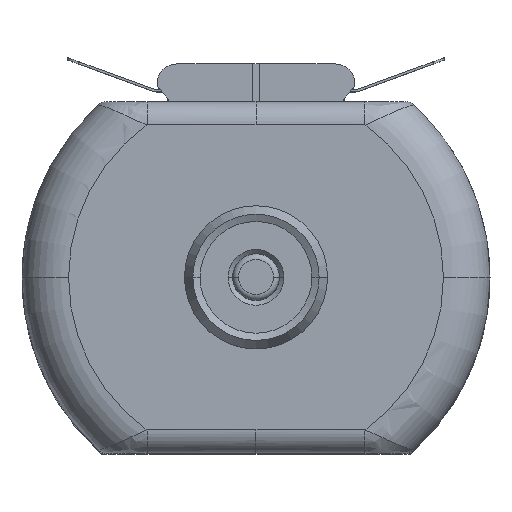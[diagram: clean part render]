
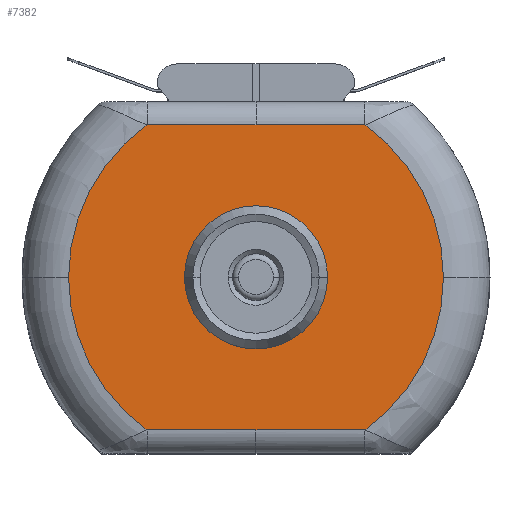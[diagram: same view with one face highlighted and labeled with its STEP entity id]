
A CAD part, top view. The second image highlights one B-rep face of the part: STEP entity #7382.
In plain terms, the highlighted planar face has unit normal (0, 0, 1).
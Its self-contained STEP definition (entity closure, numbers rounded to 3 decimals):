
#350 = CARTESIAN_POINT ( 'NONE',  ( 3.12, -6.55, 19.9 ) ) ;
#462 = VERTEX_POINT ( 'NONE', #12089 ) ;
#694 = CARTESIAN_POINT ( 'NONE',  ( 0., -6.55, 19.9 ) ) ;
#1339 = DIRECTION ( 'NONE',  ( 1., 0., 0. ) ) ;
#1522 = CARTESIAN_POINT ( 'NONE',  ( 1.56, -6.55, 19.9 ) ) ;
#1610 = DIRECTION ( 'NONE',  ( -1., 0., 0. ) ) ;
#1925 = CARTESIAN_POINT ( 'NONE',  ( -3.12, -6.55, 19.9 ) ) ;
#1986 = B_SPLINE_CURVE_WITH_KNOTS ( 'NONE', 3,
 ( #15009, #14893, #12644, #11387 ),
 .UNSPECIFIED., .F., .F.,
 ( 4, 4 ),
 ( -0.005, 0. ),
 .UNSPECIFIED. ) ;
#1990 = ORIENTED_EDGE ( 'NONE', *, *, #13700, .T. ) ;
#2331 = CIRCLE ( 'NONE', #7274, 3.075 ) ;
#2584 = DIRECTION ( 'NONE',  ( 0., 0., 1. ) ) ;
#2632 = CARTESIAN_POINT ( 'NONE',  ( 0., 0., 19.9 ) ) ;
#2635 = AXIS2_PLACEMENT_3D ( 'NONE', #2632, #8628, #1610 ) ;
#2658 = CARTESIAN_POINT ( 'NONE',  ( 0., -6.55, 19.9 ) ) ;
#2710 = CARTESIAN_POINT ( 'NONE',  ( 0., 0., 19.9 ) ) ;
#2929 = ORIENTED_EDGE ( 'NONE', *, *, #7782, .F. ) ;
#2975 = ORIENTED_EDGE ( 'NONE', *, *, #14969, .F. ) ;
#3116 = AXIS2_PLACEMENT_3D ( 'NONE', #14062, #9483, #6990 ) ;
#3150 = EDGE_CURVE ( 'NONE', #10934, #462, #8832, .T. ) ;
#3314 = CARTESIAN_POINT ( 'NONE',  ( 0., 0., 19.9 ) ) ;
#3506 = CARTESIAN_POINT ( 'NONE',  ( -3.075, 0., 19.9 ) ) ;
#3723 = EDGE_CURVE ( 'NONE', #12905, #8077, #2331, .T. ) ;
#3741 = ORIENTED_EDGE ( 'NONE', *, *, #3723, .F. ) ;
#4289 = CARTESIAN_POINT ( 'NONE',  ( -3.12, 6.55, 19.9 ) ) ;
#4358 = CARTESIAN_POINT ( 'NONE',  ( -4.68, 6.55, 19.9 ) ) ;
#4554 = CIRCLE ( 'NONE', #10224, 8.05 ) ;
#4884 = CARTESIAN_POINT ( 'NONE',  ( 3.075, 0., 19.9 ) ) ;
#5338 = VERTEX_POINT ( 'NONE', #11016 ) ;
#5475 = B_SPLINE_CURVE_WITH_KNOTS ( 'NONE', 3,
 ( #694, #11128, #1925, #8886 ),
 .UNSPECIFIED., .F., .F.,
 ( 4, 4 ),
 ( 0., 0.005 ),
 .UNSPECIFIED. ) ;
#5955 = CARTESIAN_POINT ( 'NONE',  ( 0., 0., 19.9 ) ) ;
#6086 = CARTESIAN_POINT ( 'NONE',  ( 0., 0., 19.9 ) ) ;
#6144 = DIRECTION ( 'NONE',  ( 1., 0., 0. ) ) ;
#6289 = VERTEX_POINT ( 'NONE', #10518 ) ;
#6349 = ORIENTED_EDGE ( 'NONE', *, *, #6754, .T. ) ;
#6498 = EDGE_CURVE ( 'NONE', #9431, #10164, #7023, .T. ) ;
#6754 = EDGE_CURVE ( 'NONE', #6289, #462, #1986, .T. ) ;
#6884 = DIRECTION ( 'NONE',  ( 1., 0., 0. ) ) ;
#6990 = DIRECTION ( 'NONE',  ( -1., 0., 0. ) ) ;
#7023 = CIRCLE ( 'NONE', #13931, 8.05 ) ;
#7104 = ORIENTED_EDGE ( 'NONE', *, *, #3150, .F. ) ;
#7274 = AXIS2_PLACEMENT_3D ( 'NONE', #3314, #12632, #6884 ) ;
#7320 = DIRECTION ( 'NONE',  ( 1., 0., 0. ) ) ;
#7382 = ADVANCED_FACE ( 'NONE', ( #10516, #13111 ), #11937, .T. ) ;
#7428 = ORIENTED_EDGE ( 'NONE', *, *, #13888, .T. ) ;
#7483 = VERTEX_POINT ( 'NONE', #14343 ) ;
#7782 = EDGE_CURVE ( 'NONE', #7483, #10934, #12348, .T. ) ;
#7855 = CARTESIAN_POINT ( 'NONE',  ( 0., 6.55, 19.9 ) ) ;
#8077 = VERTEX_POINT ( 'NONE', #4884 ) ;
#8549 = CARTESIAN_POINT ( 'NONE',  ( 4.68, -6.55, 19.9 ) ) ;
#8628 = DIRECTION ( 'NONE',  ( 0., 0., -1. ) ) ;
#8832 = B_SPLINE_CURVE_WITH_KNOTS ( 'NONE', 3,
 ( #4358, #4289, #14710, #7855 ),
 .UNSPECIFIED., .F., .F.,
 ( 4, 4 ),
 ( -0.005, 0. ),
 .UNSPECIFIED. ) ;
#8886 = CARTESIAN_POINT ( 'NONE',  ( -4.68, -6.55, 19.9 ) ) ;
#9431 = VERTEX_POINT ( 'NONE', #13851 ) ;
#9483 = DIRECTION ( 'NONE',  ( 0., 0., -1. ) ) ;
#9547 = ORIENTED_EDGE ( 'NONE', *, *, #6498, .T. ) ;
#9613 = DIRECTION ( 'NONE',  ( 0., 0., 1. ) ) ;
#9667 = EDGE_CURVE ( 'NONE', #13041, #5338, #5475, .T. ) ;
#9895 = EDGE_LOOP ( 'NONE', ( #6349, #7104, #2929, #2975, #11857, #1990, #9547, #7428 ) ) ;
#10164 = VERTEX_POINT ( 'NONE', #13877 ) ;
#10197 = CIRCLE ( 'NONE', #2635, 8.05 ) ;
#10224 = AXIS2_PLACEMENT_3D ( 'NONE', #10591, #11819, #1339 ) ;
#10516 = FACE_BOUND ( 'NONE', #13835, .T. ) ;
#10518 = CARTESIAN_POINT ( 'NONE',  ( 4.68, 6.55, 19.9 ) ) ;
#10591 = CARTESIAN_POINT ( 'NONE',  ( 0., 0., 19.9 ) ) ;
#10809 = AXIS2_PLACEMENT_3D ( 'NONE', #5955, #2584, #14110 ) ;
#10933 = AXIS2_PLACEMENT_3D ( 'NONE', #6086, #14131, #7320 ) ;
#10934 = VERTEX_POINT ( 'NONE', #14108 ) ;
#10963 = B_SPLINE_CURVE_WITH_KNOTS ( 'NONE', 3,
 ( #2658, #1522, #350, #8549 ),
 .UNSPECIFIED., .F., .F.,
 ( 4, 4 ),
 ( 0., 0.005 ),
 .UNSPECIFIED. ) ;
#11011 = ORIENTED_EDGE ( 'NONE', *, *, #13915, .F. ) ;
#11016 = CARTESIAN_POINT ( 'NONE',  ( -4.68, -6.55, 19.9 ) ) ;
#11128 = CARTESIAN_POINT ( 'NONE',  ( -1.56, -6.55, 19.9 ) ) ;
#11387 = CARTESIAN_POINT ( 'NONE',  ( 0., 6.55, 19.9 ) ) ;
#11819 = DIRECTION ( 'NONE',  ( 0., 0., 1. ) ) ;
#11857 = ORIENTED_EDGE ( 'NONE', *, *, #9667, .F. ) ;
#11937 = PLANE ( 'NONE',  #10933 ) ;
#12089 = CARTESIAN_POINT ( 'NONE',  ( 0., 6.55, 19.9 ) ) ;
#12348 = CIRCLE ( 'NONE', #3116, 8.05 ) ;
#12589 = CIRCLE ( 'NONE', #10809, 3.075 ) ;
#12632 = DIRECTION ( 'NONE',  ( 0., 0., 1. ) ) ;
#12644 = CARTESIAN_POINT ( 'NONE',  ( 1.56, 6.55, 19.9 ) ) ;
#12905 = VERTEX_POINT ( 'NONE', #3506 ) ;
#13041 = VERTEX_POINT ( 'NONE', #14163 ) ;
#13111 = FACE_OUTER_BOUND ( 'NONE', #9895, .T. ) ;
#13700 = EDGE_CURVE ( 'NONE', #13041, #9431, #10963, .T. ) ;
#13835 = EDGE_LOOP ( 'NONE', ( #3741, #11011 ) ) ;
#13851 = CARTESIAN_POINT ( 'NONE',  ( 4.68, -6.55, 19.9 ) ) ;
#13877 = CARTESIAN_POINT ( 'NONE',  ( 8.05, 0., 19.9 ) ) ;
#13888 = EDGE_CURVE ( 'NONE', #10164, #6289, #4554, .T. ) ;
#13915 = EDGE_CURVE ( 'NONE', #8077, #12905, #12589, .T. ) ;
#13931 = AXIS2_PLACEMENT_3D ( 'NONE', #2710, #9613, #6144 ) ;
#14062 = CARTESIAN_POINT ( 'NONE',  ( 0., 0., 19.9 ) ) ;
#14108 = CARTESIAN_POINT ( 'NONE',  ( -4.68, 6.55, 19.9 ) ) ;
#14110 = DIRECTION ( 'NONE',  ( 1., 0., 0. ) ) ;
#14131 = DIRECTION ( 'NONE',  ( 0., 0., 1. ) ) ;
#14163 = CARTESIAN_POINT ( 'NONE',  ( 0., -6.55, 19.9 ) ) ;
#14343 = CARTESIAN_POINT ( 'NONE',  ( -8.05, 0., 19.9 ) ) ;
#14710 = CARTESIAN_POINT ( 'NONE',  ( -1.56, 6.55, 19.9 ) ) ;
#14893 = CARTESIAN_POINT ( 'NONE',  ( 3.12, 6.55, 19.9 ) ) ;
#14969 = EDGE_CURVE ( 'NONE', #5338, #7483, #10197, .T. ) ;
#15009 = CARTESIAN_POINT ( 'NONE',  ( 4.68, 6.55, 19.9 ) ) ;
